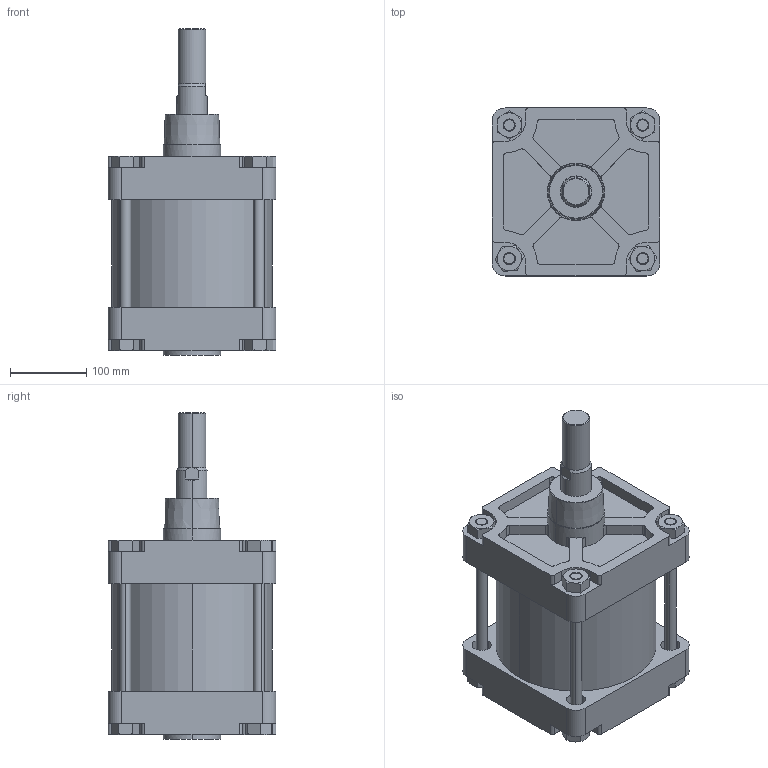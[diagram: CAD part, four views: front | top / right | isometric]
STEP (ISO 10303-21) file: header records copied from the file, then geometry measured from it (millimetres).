
FILE_DESCRIPTION (( 'STEP AP214' ), '1' );
FILE_NAME ('C95SDB200-75.step.step', '2017-04-30T22:35:15', ( 'Windows User' ), ( '' ), 'SwSTEP 2.0', 'SolidWorks 2017', '' );
FILE_SCHEMA (( 'AUTOMOTIVE_DESIGN' ));
Length unit declared in the file: millimetre
Products named in the file (6): C95SDB200-75.step_C95S Rod Cover_200; C95SDB200-75.step_Tie Rod_200; C95SDB200-75.step_C95S Tube_200; C95SDB200-75.step_C95S Rod_200; C95SDB200-75.step_C95S Head Cover_200; C95SDB200-75.step
Assembly tree (8 placements, depth 2):
  C95SDB200-75.step
    C95SDB200-75.step_C95S Tube_200
    C95SDB200-75.step_C95S Rod_200
    C95SDB200-75.step_C95S Head Cover_200
    C95SDB200-75.step_C95S Rod Cover_200
    C95SDB200-75.step_Tie Rod_200  x4
Bounding box: 220 x 220 x 428 mm (x, y, z)
Volume: 7691576.4 mm3; surface area: 834453.2 mm2
Topology: 16 solids, 16 shells, 434 faces, 1078 edges, 688 vertices
Faces by surface type: cylinder 186, plane 164, cone 82, torus 2
Entity records: 9710 total; most frequent: CARTESIAN_POINT 1803, DIRECTION 1720, ORIENTED_EDGE 1552, EDGE_CURVE 776, AXIS2_PLACEMENT_3D 669, VERTEX_POINT 508, VECTOR 382, LINE 382
